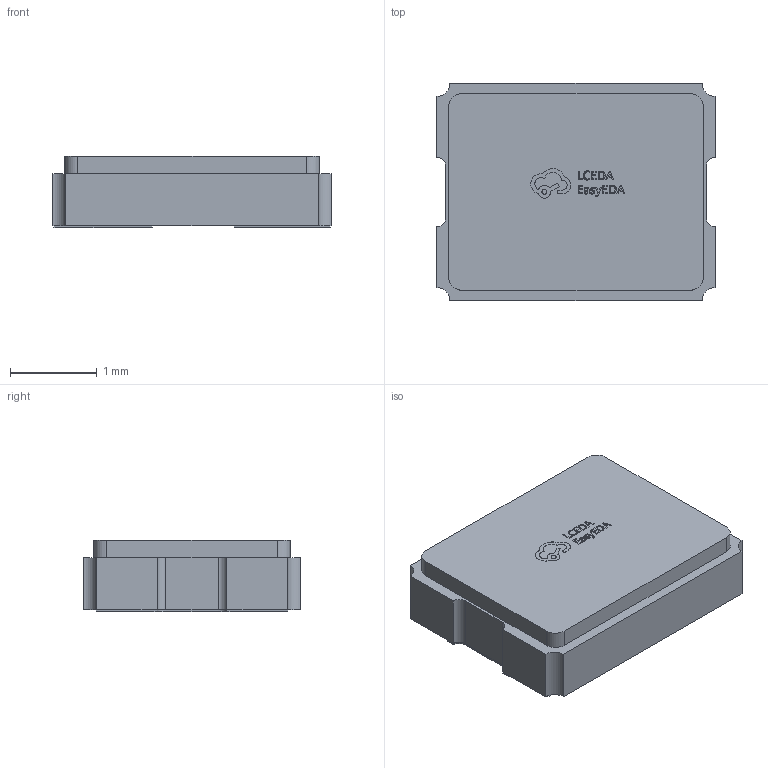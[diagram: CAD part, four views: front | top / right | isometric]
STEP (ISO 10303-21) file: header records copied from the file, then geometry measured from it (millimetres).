
FILE_DESCRIPTION (( 'STEP AP214' ), '1' );
FILE_NAME ('OSC-SMD-2P_L3.2-W2.5-H0.8.step', '2022-07-07T03:12:15', ( '' ), ( '' ), 'SwSTEP 2.0', 'SolidWorks 2020', '' );
FILE_SCHEMA (( 'AUTOMOTIVE_DESIGN' ));
Length unit declared in the file: millimetre
Products named in the file (1): OSC-SMD-2P_L3.2-W2.5-H0.8
Bounding box: 3.2 x 2.5 x 0.82 mm (x, y, z)
Volume: 6.1 mm3; surface area: 34.2 mm2
Topology: 3 solids, 3 shells, 279 faces, 759 edges, 506 vertices
Faces by surface type: plane 165, bspline 98, cylinder 16
Entity records: 12334 total; most frequent: CARTESIAN_POINT 2851, ORIENTED_EDGE 1518, DIRECTION 955, EDGE_CURVE 759, VECTOR 527, LINE 527, VERTEX_POINT 506, EDGE_LOOP 299
